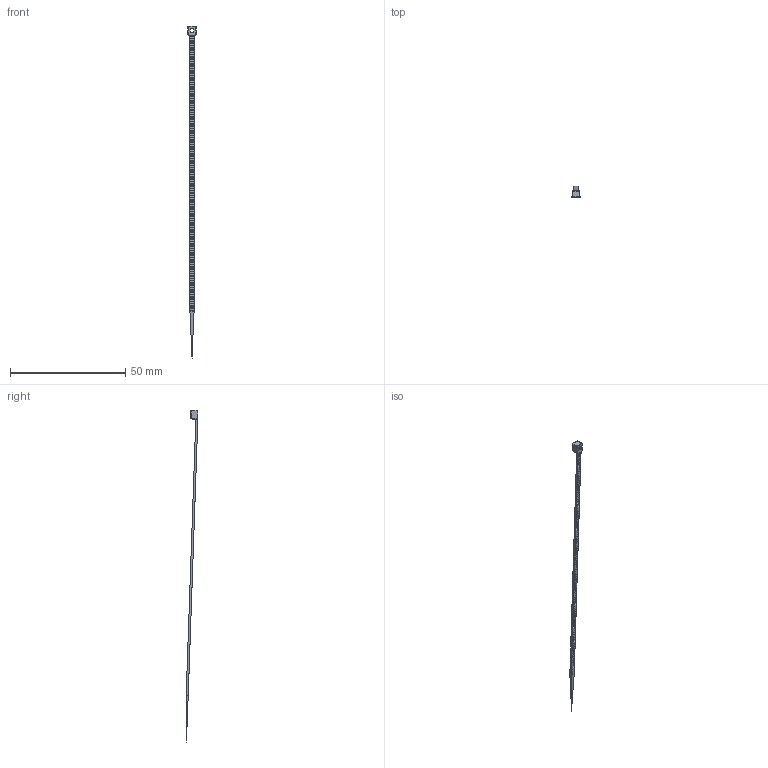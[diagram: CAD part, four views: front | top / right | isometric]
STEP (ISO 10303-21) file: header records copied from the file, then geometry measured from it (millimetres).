
FILE_DESCRIPTION (( 'STEP AP214' ), '1' );
FILE_NAME ('Nylon Cable Ties 攝韓崨湍.step', '2016-10-28T04:22:38', ( 'dell' ), ( '' ), 'SwSTEP 2.0', 'SolidWorks 2013', '' );
FILE_SCHEMA (( 'AUTOMOTIVE_DESIGN' ));
Length unit declared in the file: millimetre
Products named in the file (1): Nylon Cable Ties 攝韓崨湍
Bounding box: 3.48 x 5.09 x 143.9 mm (x, y, z)
Volume: 227 mm3; surface area: 867.2 mm2
Topology: 1 solids, 1 shells, 638 faces, 1528 edges, 1006 vertices
Faces by surface type: plane 618, cylinder 13, sphere 7
Entity records: 18079 total; most frequent: CARTESIAN_POINT 3182, ORIENTED_EDGE 3044, DIRECTION 2818, EDGE_CURVE 1522, LINE 1494, VECTOR 1494, VERTEX_POINT 1006, EDGE_LOOP 760
